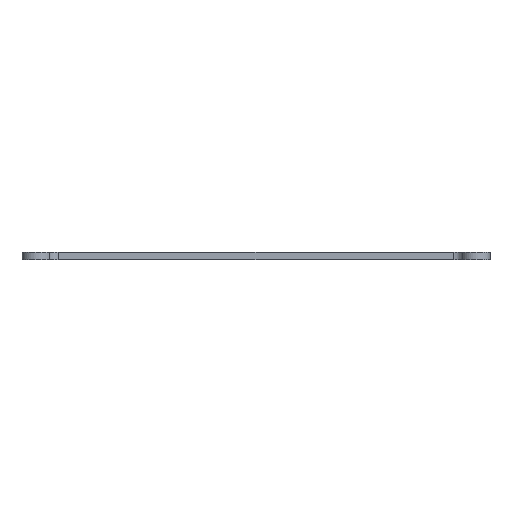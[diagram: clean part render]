
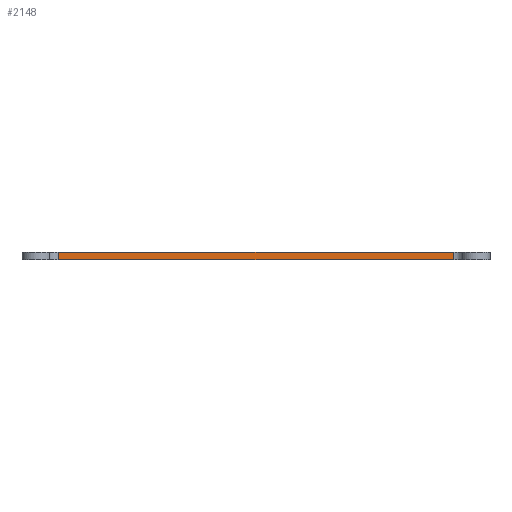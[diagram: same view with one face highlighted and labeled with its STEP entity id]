
A CAD part, left-side view. The second image highlights one B-rep face of the part: STEP entity #2148.
In plain terms, the highlighted planar face has unit normal (-1, 0, 0).
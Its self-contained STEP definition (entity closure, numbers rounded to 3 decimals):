
#237=FACE_OUTER_BOUND('',#378,.T.);
#378=EDGE_LOOP('',(#1681,#1682,#1683,#1684));
#486=LINE('',#3196,#691);
#537=LINE('',#3436,#742);
#590=LINE('',#3631,#795);
#591=LINE('',#3632,#796);
#691=VECTOR('',#2519,82.006);
#742=VECTOR('',#2710,82.006);
#795=VECTOR('',#2873,1.5);
#796=VECTOR('',#2874,1.5);
#900=VERTEX_POINT('',#3193);
#901=VERTEX_POINT('',#3195);
#1019=VERTEX_POINT('',#3433);
#1020=VERTEX_POINT('',#3435);
#1119=EDGE_CURVE('',#901,#900,#486,.T.);
#1239=EDGE_CURVE('',#1019,#1020,#537,.T.);
#1340=EDGE_CURVE('',#1019,#901,#590,.T.);
#1341=EDGE_CURVE('',#900,#1020,#591,.T.);
#1681=ORIENTED_EDGE('',*,*,#1239,.F.);
#1682=ORIENTED_EDGE('',*,*,#1340,.T.);
#1683=ORIENTED_EDGE('',*,*,#1119,.T.);
#1684=ORIENTED_EDGE('',*,*,#1341,.T.);
#2095=PLANE('',#2395);
#2148=ADVANCED_FACE('',(#237),#2095,.T.);
#2395=AXIS2_PLACEMENT_3D('',#3630,#2871,#2872);
#2519=DIRECTION('',(0.,1.,0.));
#2710=DIRECTION('',(0.,1.,0.));
#2871=DIRECTION('center_axis',(-1.,0.,0.));
#2872=DIRECTION('ref_axis',(0.,0.,1.));
#2873=DIRECTION('',(0.,0.,1.));
#2874=DIRECTION('',(0.,0.,-1.));
#3193=CARTESIAN_POINT('',(-35.477,41.003,1.5));
#3195=CARTESIAN_POINT('',(-35.477,-41.003,1.5));
#3196=CARTESIAN_POINT('',(-35.477,-41.003,1.5));
#3433=CARTESIAN_POINT('',(-35.477,-41.003,0.));
#3435=CARTESIAN_POINT('',(-35.477,41.003,0.));
#3436=CARTESIAN_POINT('',(-35.477,-41.003,0.));
#3630=CARTESIAN_POINT('Origin',(-35.477,0.,2.));
#3631=CARTESIAN_POINT('',(-35.477,-41.003,0.));
#3632=CARTESIAN_POINT('',(-35.477,41.003,1.5));
